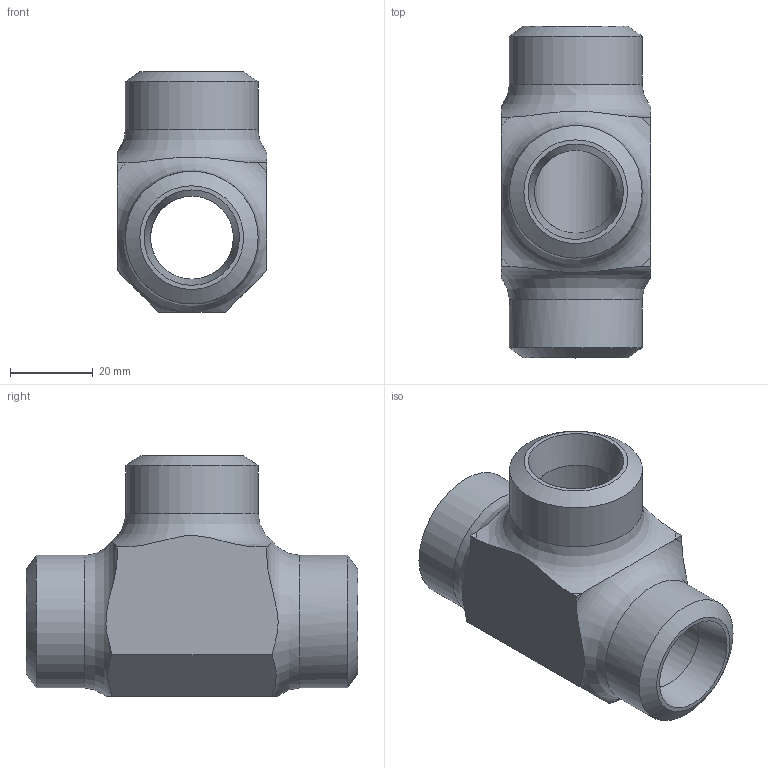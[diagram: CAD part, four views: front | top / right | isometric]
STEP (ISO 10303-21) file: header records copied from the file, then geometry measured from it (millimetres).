
FILE_DESCRIPTION(/* description */ (''),/* implementation_level */ '2;1');
FILE_NAME(/* name */ 'T-PIECE(37-11).stp',/* time_stamp */ '2023-11-17T19:49:20+05:00',/* author */ (''),/* organization */ (''),/* preprocessor_version */ 'ST-DEVELOPER v16.7',/* originating_system */ 'SIEMENS PLM Software NX 12.0',/* authorisation */ '');
FILE_SCHEMA (('AUTOMOTIVE_DESIGN { 1 0 10303 214 3 1 1 1 }'));
Length unit declared in the file: millimetre
Products named in the file (1): T-PIECE(37-11)
Bounding box: 36 x 80 x 58 mm (x, y, z)
Volume: 62342.6 mm3; surface area: 18339.1 mm2
Topology: 1 solids, 1 shells, 33 faces, 87 edges, 55 vertices
Faces by surface type: plane 19, revolution 9, cylinder 5
Full cylindrical faces by diameter (mm): 20 x2, 32 x3
Entity records: 998 total; most frequent: CARTESIAN_POINT 275, DIRECTION 143, ORIENTED_EDGE 122, EDGE_CURVE 61, AXIS2_PLACEMENT_3D 56, EDGE_LOOP 51, VERTEX_POINT 44, FACE_BOUND 35
